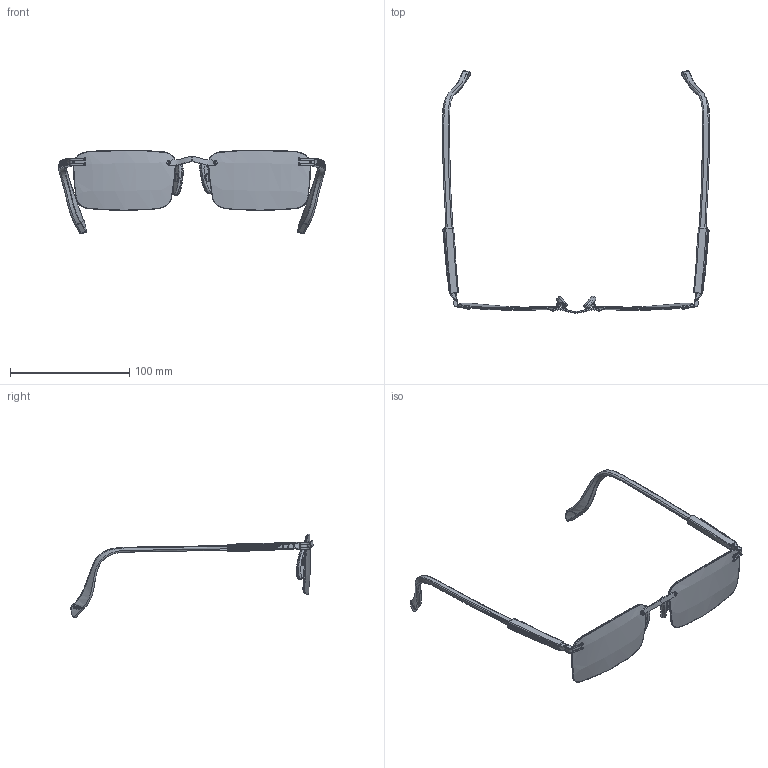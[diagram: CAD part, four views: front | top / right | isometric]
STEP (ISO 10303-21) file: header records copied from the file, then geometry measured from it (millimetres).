
FILE_DESCRIPTION(('FreeCAD Model'),'2;1');
FILE_NAME('Open CASCADE Shape Model','2025-04-27T21:46:01',('FreeCAD'),( 'FreeCAD'),'Open CASCADE STEP processor 7.6','FreeCAD','Unknown');
FILE_SCHEMA(('AUTOMOTIVE_DESIGN { 1 0 10303 214 1 1 1 1 }'));
Products named in the file (1): Open CASCADE STEP translator 7.6 1
Bounding box: 224.16 x 203.61 x 70.36 mm (x, y, z)
Volume: 27742.8 mm3; surface area: 32080.8 mm2
Topology: 67 solids, 67 shells, 2085 faces, 5467 edges, 3462 vertices
Faces by surface type: bspline 2085
Entity records: 122176 total; most frequent: CARTESIAN_POINT 89520, ORIENTED_EDGE 10810, EDGE_CURVE 5405, B_SPLINE_CURVE_WITH_KNOTS 4848, VERTEX_POINT 3462, FACE_BOUND 2129, EDGE_LOOP 2129, ADVANCED_FACE 2085
